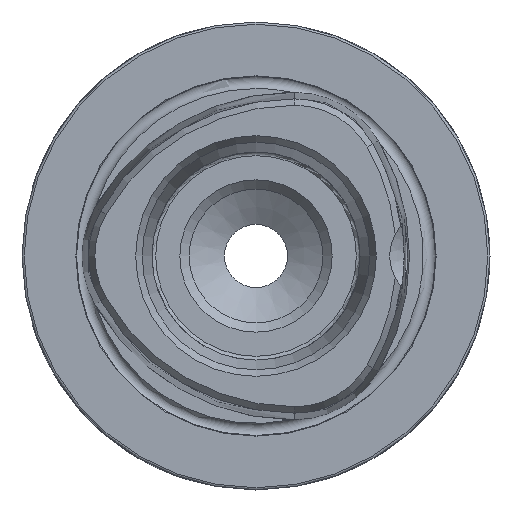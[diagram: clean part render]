
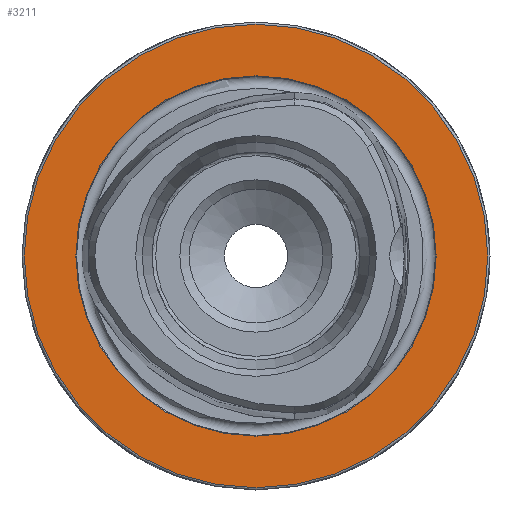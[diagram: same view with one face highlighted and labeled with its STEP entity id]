
A CAD part, left-side view. The second image highlights one B-rep face of the part: STEP entity #3211.
In plain terms, the highlighted planar face has unit normal (-1, 0, 0).
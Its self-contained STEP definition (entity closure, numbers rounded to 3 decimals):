
#221 = DIRECTION ( 'NONE',  ( 0., 0., 1. ) ) ;
#615 = CARTESIAN_POINT ( 'NONE',  ( 0., 0., 0. ) ) ;
#653 = DIRECTION ( 'NONE',  ( -1., 0., 0. ) ) ;
#688 = AXIS2_PLACEMENT_3D ( 'NONE', #615, #653, #2044 ) ;
#724 = PLANE ( 'NONE',  #3203 ) ;
#780 = CARTESIAN_POINT ( 'NONE',  ( 0., 0., 31.2 ) ) ;
#887 = AXIS2_PLACEMENT_3D ( 'NONE', #3391, #2385, #221 ) ;
#898 = FACE_OUTER_BOUND ( 'NONE', #1567, .T. ) ;
#1076 = VERTEX_POINT ( 'NONE', #1882 ) ;
#1181 = FACE_BOUND ( 'NONE', #2690, .T. ) ;
#1567 = EDGE_LOOP ( 'NONE', ( #1947 ) ) ;
#1596 = EDGE_CURVE ( 'NONE', #4201, #4201, #2520, .T. ) ;
#1882 = CARTESIAN_POINT ( 'NONE',  ( 0., 0., 24.25 ) ) ;
#1947 = ORIENTED_EDGE ( 'NONE', *, *, #1596, .T. ) ;
#2044 = DIRECTION ( 'NONE',  ( 0., 0., 1. ) ) ;
#2094 = DIRECTION ( 'NONE',  ( 0., 0., -1. ) ) ;
#2385 = DIRECTION ( 'NONE',  ( -1., 0., 0. ) ) ;
#2520 = CIRCLE ( 'NONE', #887, 31.2 ) ;
#2690 = EDGE_LOOP ( 'NONE', ( #4135 ) ) ;
#2806 = CIRCLE ( 'NONE', #688, 24.25 ) ;
#3107 = EDGE_CURVE ( 'NONE', #1076, #1076, #2806, .T. ) ;
#3141 = CARTESIAN_POINT ( 'NONE',  ( 0., 24.25, 0. ) ) ;
#3203 = AXIS2_PLACEMENT_3D ( 'NONE', #3141, #3497, #2094 ) ;
#3211 = ADVANCED_FACE ( 'NONE', ( #1181, #898 ), #724, .F. ) ;
#3391 = CARTESIAN_POINT ( 'NONE',  ( 0., 0., 0. ) ) ;
#3497 = DIRECTION ( 'NONE',  ( 1., 0., 0. ) ) ;
#4135 = ORIENTED_EDGE ( 'NONE', *, *, #3107, .F. ) ;
#4201 = VERTEX_POINT ( 'NONE', #780 ) ;
